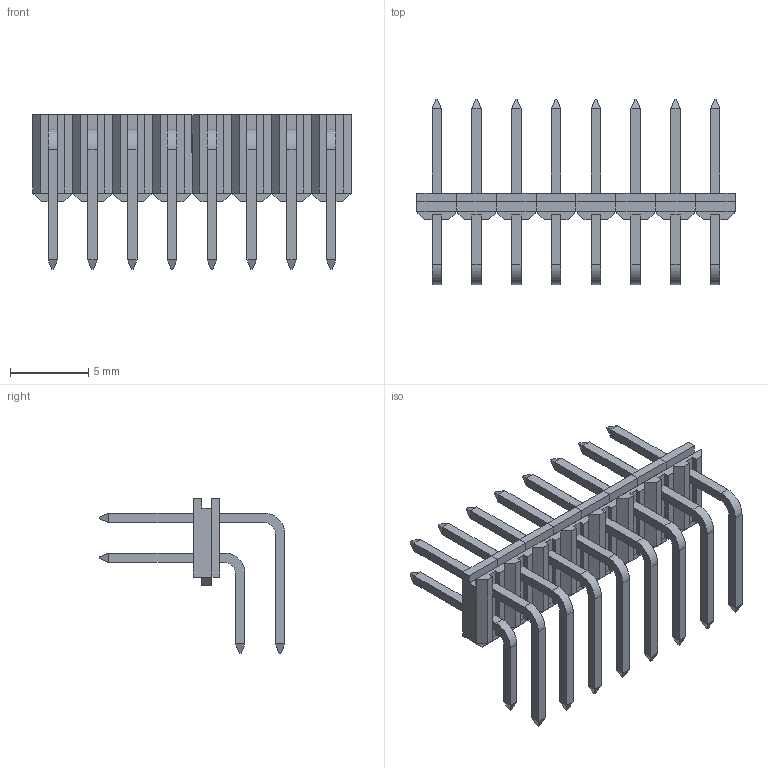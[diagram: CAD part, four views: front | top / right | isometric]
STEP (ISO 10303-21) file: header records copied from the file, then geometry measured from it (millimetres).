
FILE_DESCRIPTION((''),'2;1');
FILE_NAME('STELVIO-KONTEK_3910401116400.stp','2013-08-29T14:47:36',(''),(''),'Mechanical Desktop 2011','Mechanical Desktop 2011',', , ');
FILE_SCHEMA(('AUTOMOTIVE_DESIGN { 1 2 10303 214 1 1 1 1 }'));
Length unit declared in the file: millimetre
Products named in the file (1): Product
Bounding box: 20.32 x 11.84 x 9.87 mm (x, y, z)
Volume: 248.2 mm3; surface area: 1120.8 mm2
Topology: 48 solids, 48 shells, 560 faces, 1264 edges, 800 vertices
Faces by surface type: plane 528, cylinder 32
Entity records: 15193 total; most frequent: CARTESIAN_POINT 2625, ORIENTED_EDGE 2528, DIRECTION 2450, EDGE_CURVE 1264, VECTOR 1200, LINE 1200, VERTEX_POINT 800, AXIS2_PLACEMENT_3D 625
